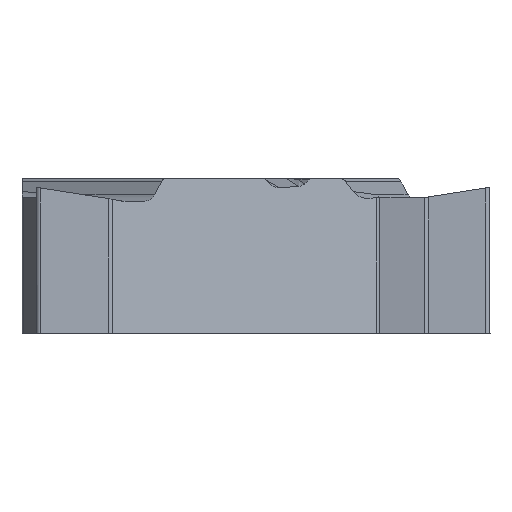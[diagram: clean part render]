
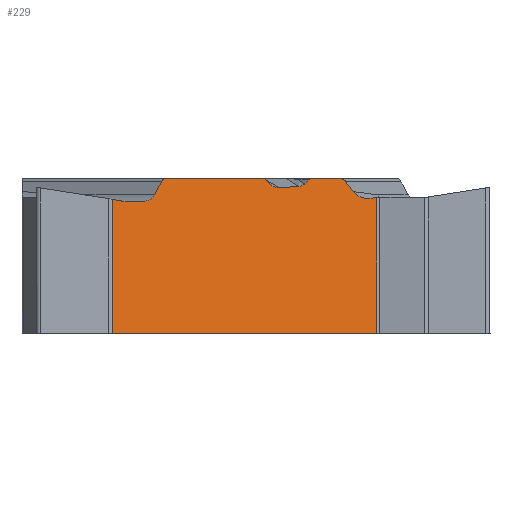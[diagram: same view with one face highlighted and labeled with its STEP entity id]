
A CAD part, front view. The second image highlights one B-rep face of the part: STEP entity #229.
In plain terms, the highlighted planar face has unit normal (0.5, -0.866, 0).
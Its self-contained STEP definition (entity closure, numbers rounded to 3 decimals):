
#107=FACE_OUTER_BOUND('',#374,.T.);
#202=ELLIPSE('',#1836,0.517,0.35);
#203=ELLIPSE('',#1837,0.216,0.15);
#204=ELLIPSE('',#1838,0.15,0.15);
#205=ELLIPSE('',#1839,0.167,0.15);
#206=ELLIPSE('',#1840,0.155,0.15);
#207=ELLIPSE('',#1841,0.361,0.35);
#229=ADVANCED_FACE('',(#107),#319,.F.);
#319=PLANE('',#1843);
#374=EDGE_LOOP('',(#871,#872,#873,#874,#875,#876,#877,#878,#879,#880,#881,
#882,#883,#884,#885,#886,#887,#888,#889,#890,#891,#892));
#471=LINE('',#2847,#615);
#512=LINE('',#3039,#656);
#513=LINE('',#3041,#657);
#514=LINE('',#3043,#658);
#515=LINE('',#3047,#659);
#516=LINE('',#3051,#660);
#517=LINE('',#3055,#661);
#518=LINE('',#3071,#662);
#519=LINE('',#3087,#663);
#520=LINE('',#3091,#664);
#521=LINE('',#3095,#665);
#522=LINE('',#3099,#666);
#523=LINE('',#3103,#667);
#615=VECTOR('',#1987,1.);
#656=VECTOR('',#2102,1.);
#657=VECTOR('',#2103,1.);
#658=VECTOR('',#2104,1.);
#659=VECTOR('',#2107,1.);
#660=VECTOR('',#2110,1.);
#661=VECTOR('',#2113,1.);
#662=VECTOR('',#2114,1.);
#663=VECTOR('',#2115,1.);
#664=VECTOR('',#2118,1.);
#665=VECTOR('',#2121,1.);
#666=VECTOR('',#2124,1.);
#667=VECTOR('',#2127,1.);
#871=ORIENTED_EDGE('',*,*,#1512,.T.);
#872=ORIENTED_EDGE('',*,*,#1442,.F.);
#873=ORIENTED_EDGE('',*,*,#1513,.T.);
#874=ORIENTED_EDGE('',*,*,#1514,.F.);
#875=ORIENTED_EDGE('',*,*,#1515,.T.);
#876=ORIENTED_EDGE('',*,*,#1516,.F.);
#877=ORIENTED_EDGE('',*,*,#1517,.F.);
#878=ORIENTED_EDGE('',*,*,#1518,.F.);
#879=ORIENTED_EDGE('',*,*,#1519,.F.);
#880=ORIENTED_EDGE('',*,*,#1520,.F.);
#881=ORIENTED_EDGE('',*,*,#1521,.F.);
#882=ORIENTED_EDGE('',*,*,#1522,.F.);
#883=ORIENTED_EDGE('',*,*,#1523,.F.);
#884=ORIENTED_EDGE('',*,*,#1524,.F.);
#885=ORIENTED_EDGE('',*,*,#1525,.F.);
#886=ORIENTED_EDGE('',*,*,#1526,.F.);
#887=ORIENTED_EDGE('',*,*,#1527,.F.);
#888=ORIENTED_EDGE('',*,*,#1528,.F.);
#889=ORIENTED_EDGE('',*,*,#1529,.T.);
#890=ORIENTED_EDGE('',*,*,#1530,.T.);
#891=ORIENTED_EDGE('',*,*,#1531,.T.);
#892=ORIENTED_EDGE('',*,*,#1532,.F.);
#1281=VERTEX_POINT('',#2846);
#1282=VERTEX_POINT('',#2848);
#1340=VERTEX_POINT('',#3040);
#1341=VERTEX_POINT('',#3042);
#1342=VERTEX_POINT('',#3044);
#1343=VERTEX_POINT('',#3046);
#1344=VERTEX_POINT('',#3048);
#1345=VERTEX_POINT('',#3050);
#1346=VERTEX_POINT('',#3052);
#1347=VERTEX_POINT('',#3054);
#1348=VERTEX_POINT('',#3056);
#1349=VERTEX_POINT('',#3070);
#1350=VERTEX_POINT('',#3072);
#1351=VERTEX_POINT('',#3086);
#1352=VERTEX_POINT('',#3088);
#1353=VERTEX_POINT('',#3090);
#1354=VERTEX_POINT('',#3092);
#1355=VERTEX_POINT('',#3094);
#1356=VERTEX_POINT('',#3096);
#1357=VERTEX_POINT('',#3098);
#1358=VERTEX_POINT('',#3100);
#1359=VERTEX_POINT('',#3102);
#1442=EDGE_CURVE('',#1281,#1282,#471,.T.);
#1512=EDGE_CURVE('',#1340,#1282,#512,.T.);
#1513=EDGE_CURVE('',#1281,#1341,#513,.T.);
#1514=EDGE_CURVE('',#1342,#1341,#514,.T.);
#1515=EDGE_CURVE('',#1342,#1343,#202,.T.);
#1516=EDGE_CURVE('',#1344,#1343,#515,.T.);
#1517=EDGE_CURVE('',#1345,#1344,#203,.T.);
#1518=EDGE_CURVE('',#1346,#1345,#516,.T.);
#1519=EDGE_CURVE('',#1347,#1346,#204,.T.);
#1520=EDGE_CURVE('',#1348,#1347,#517,.T.);
#1521=EDGE_CURVE('',#1349,#1348,#1738,.T.);
#1522=EDGE_CURVE('',#1350,#1349,#518,.T.);
#1523=EDGE_CURVE('',#1351,#1350,#1739,.T.);
#1524=EDGE_CURVE('',#1352,#1351,#519,.T.);
#1525=EDGE_CURVE('',#1353,#1352,#205,.T.);
#1526=EDGE_CURVE('',#1354,#1353,#520,.T.);
#1527=EDGE_CURVE('',#1355,#1354,#206,.T.);
#1528=EDGE_CURVE('',#1356,#1355,#521,.T.);
#1529=EDGE_CURVE('',#1356,#1357,#207,.T.);
#1530=EDGE_CURVE('',#1357,#1358,#522,.T.);
#1531=EDGE_CURVE('',#1358,#1359,#1691,.T.);
#1532=EDGE_CURVE('',#1340,#1359,#523,.T.);
#1691=CIRCLE('',#1842,0.35);
#1738=B_SPLINE_CURVE_WITH_KNOTS('',3,(#3057,#3058,#3059,#3060,#3061,#3062,
#3063,#3064,#3065,#3066,#3067,#3068,#3069),.UNSPECIFIED.,.F.,.F.,(4,3,3,
3,4),(0.,0.249,0.498,0.746,1.),
 .UNSPECIFIED.);
#1739=B_SPLINE_CURVE_WITH_KNOTS('',3,(#3073,#3074,#3075,#3076,#3077,#3078,
#3079,#3080,#3081,#3082,#3083,#3084,#3085),.UNSPECIFIED.,.F.,.F.,(4,3,3,
3,4),(0.,0.234,0.468,0.701,1.),
 .UNSPECIFIED.);
#1836=AXIS2_PLACEMENT_3D('',#3045,#2105,#2106);
#1837=AXIS2_PLACEMENT_3D('',#3049,#2108,#2109);
#1838=AXIS2_PLACEMENT_3D('',#3053,#2111,#2112);
#1839=AXIS2_PLACEMENT_3D('',#3089,#2116,#2117);
#1840=AXIS2_PLACEMENT_3D('',#3093,#2119,#2120);
#1841=AXIS2_PLACEMENT_3D('',#3097,#2122,#2123);
#1842=AXIS2_PLACEMENT_3D('',#3101,#2125,#2126);
#1843=AXIS2_PLACEMENT_3D('',#3104,#2128,#2129);
#1987=DIRECTION('',(-0.866,-0.5,0.));
#2102=DIRECTION('',(0.,0.,-1.));
#2103=DIRECTION('',(0.,0.,1.));
#2104=DIRECTION('',(0.863,0.498,0.088));
#2105=DIRECTION('',(-0.5,0.866,0.));
#2106=DIRECTION('',(-0.865,-0.499,0.053));
#2107=DIRECTION('',(0.563,0.325,-0.76));
#2108=DIRECTION('',(-0.5,0.866,0.));
#2109=DIRECTION('',(-0.866,-0.5,0.));
#2110=DIRECTION('',(0.866,0.5,0.));
#2111=DIRECTION('',(-0.5,0.866,0.));
#2112=DIRECTION('',(0.866,0.5,0.));
#2113=DIRECTION('',(0.658,0.38,0.651));
#2114=DIRECTION('',(0.865,0.5,0.043));
#2115=DIRECTION('',(0.686,0.396,-0.611));
#2116=DIRECTION('',(-0.5,0.866,0.));
#2117=DIRECTION('',(-0.866,-0.5,0.));
#2118=DIRECTION('',(0.866,0.5,0.));
#2119=DIRECTION('',(-0.5,0.866,0.));
#2120=DIRECTION('',(-0.866,-0.5,0.));
#2121=DIRECTION('',(0.452,0.261,0.853));
#2122=DIRECTION('',(-0.5,0.866,0.));
#2123=DIRECTION('',(0.866,0.5,0.));
#2124=DIRECTION('',(-0.866,-0.5,0.));
#2125=DIRECTION('',(-0.5,0.866,0.));
#2126=DIRECTION('',(0.,0.,-1.));
#2127=DIRECTION('',(0.853,0.492,-0.174));
#2128=DIRECTION('',(-0.5,0.866,0.));
#2129=DIRECTION('',(0.,0.,-1.));
#2846=CARTESIAN_POINT('',(5.007,-2.608,-3.97));
#2847=CARTESIAN_POINT('',(-0.367,-5.711,-3.97));
#2848=CARTESIAN_POINT('',(-2.28,-6.816,-3.97));
#3039=CARTESIAN_POINT('',(-2.28,-6.816,-5.47));
#3040=CARTESIAN_POINT('',(-2.28,-6.816,-0.27));
#3041=CARTESIAN_POINT('',(5.007,-2.608,3.3));
#3042=CARTESIAN_POINT('',(5.007,-2.608,-0.225));
#3043=CARTESIAN_POINT('',(-0.304,-5.675,-0.766));
#3044=CARTESIAN_POINT('',(4.823,-2.715,-0.244));
#3045=CARTESIAN_POINT('',(4.747,-2.759,0.104));
#3046=CARTESIAN_POINT('',(4.363,-2.98,-0.062));
#3047=CARTESIAN_POINT('',(2.318,-4.161,2.7));
#3048=CARTESIAN_POINT('',(4.149,-3.104,0.227));
#3049=CARTESIAN_POINT('',(3.988,-3.197,0.15));
#3050=CARTESIAN_POINT('',(3.988,-3.197,0.3));
#3051=CARTESIAN_POINT('',(-0.367,-5.711,0.3));
#3052=CARTESIAN_POINT('',(3.222,-3.639,0.3));
#3053=CARTESIAN_POINT('',(3.222,-3.639,0.15));
#3054=CARTESIAN_POINT('',(3.137,-3.688,0.264));
#3055=CARTESIAN_POINT('',(1.025,-4.907,-1.826));
#3056=CARTESIAN_POINT('',(3.029,-3.75,0.157));
#3057=CARTESIAN_POINT('',(2.857,-3.85,0.078));
#3058=CARTESIAN_POINT('',(2.873,-3.841,0.079));
#3059=CARTESIAN_POINT('',(2.888,-3.832,0.082));
#3060=CARTESIAN_POINT('',(2.904,-3.823,0.085));
#3061=CARTESIAN_POINT('',(2.919,-3.814,0.089));
#3062=CARTESIAN_POINT('',(2.934,-3.805,0.094));
#3063=CARTESIAN_POINT('',(2.949,-3.797,0.101));
#3064=CARTESIAN_POINT('',(2.963,-3.789,0.108));
#3065=CARTESIAN_POINT('',(2.977,-3.78,0.116));
#3066=CARTESIAN_POINT('',(2.99,-3.773,0.125));
#3067=CARTESIAN_POINT('',(3.004,-3.765,0.134));
#3068=CARTESIAN_POINT('',(3.017,-3.757,0.145));
#3069=CARTESIAN_POINT('',(3.029,-3.75,0.157));
#3070=CARTESIAN_POINT('',(2.857,-3.85,0.078));
#3071=CARTESIAN_POINT('',(-0.362,-5.708,-0.08));
#3072=CARTESIAN_POINT('',(2.296,-4.173,0.051));
#3073=CARTESIAN_POINT('',(2.124,-4.273,0.113));
#3074=CARTESIAN_POINT('',(2.136,-4.266,0.102));
#3075=CARTESIAN_POINT('',(2.148,-4.259,0.093));
#3076=CARTESIAN_POINT('',(2.161,-4.252,0.086));
#3077=CARTESIAN_POINT('',(2.173,-4.245,0.078));
#3078=CARTESIAN_POINT('',(2.186,-4.237,0.071));
#3079=CARTESIAN_POINT('',(2.2,-4.229,0.066));
#3080=CARTESIAN_POINT('',(2.214,-4.221,0.061));
#3081=CARTESIAN_POINT('',(2.228,-4.213,0.057));
#3082=CARTESIAN_POINT('',(2.242,-4.205,0.054));
#3083=CARTESIAN_POINT('',(2.26,-4.195,0.051));
#3084=CARTESIAN_POINT('',(2.278,-4.184,0.05));
#3085=CARTESIAN_POINT('',(2.296,-4.173,0.051));
#3086=CARTESIAN_POINT('',(2.124,-4.273,0.113));
#3087=CARTESIAN_POINT('',(4.034,-3.17,-1.589));
#3088=CARTESIAN_POINT('',(1.954,-4.371,0.264));
#3089=CARTESIAN_POINT('',(1.861,-4.425,0.15));
#3090=CARTESIAN_POINT('',(1.861,-4.425,0.3));
#3091=CARTESIAN_POINT('',(5.129,-2.538,0.3));
#3092=CARTESIAN_POINT('',(-0.798,-5.96,0.3));
#3093=CARTESIAN_POINT('',(-0.798,-5.96,0.15));
#3094=CARTESIAN_POINT('',(-0.913,-6.027,0.227));
#3095=CARTESIAN_POINT('',(0.665,-5.116,3.205));
#3096=CARTESIAN_POINT('',(-1.112,-6.141,-0.149));
#3097=CARTESIAN_POINT('',(-1.381,-6.297,0.03));
#3098=CARTESIAN_POINT('',(-1.381,-6.297,-0.32));
#3099=CARTESIAN_POINT('',(5.129,-2.538,-0.32));
#3100=CARTESIAN_POINT('',(-2.01,-6.66,-0.32));
#3101=CARTESIAN_POINT('',(-2.01,-6.66,0.03));
#3102=CARTESIAN_POINT('',(-2.063,-6.69,-0.315));
#3103=CARTESIAN_POINT('',(4.858,-2.694,-1.724));
#3104=CARTESIAN_POINT('',(-0.367,-5.711,0.05));
